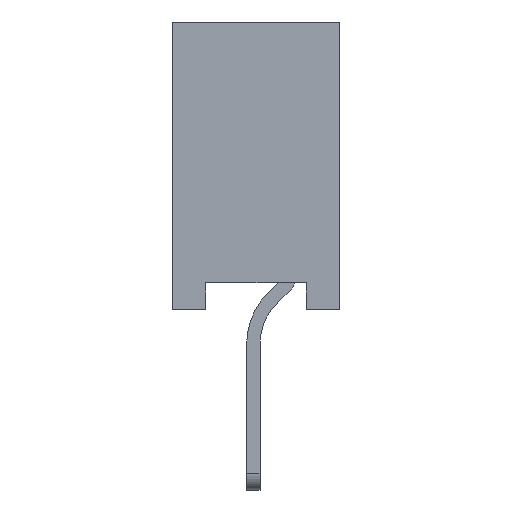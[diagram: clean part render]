
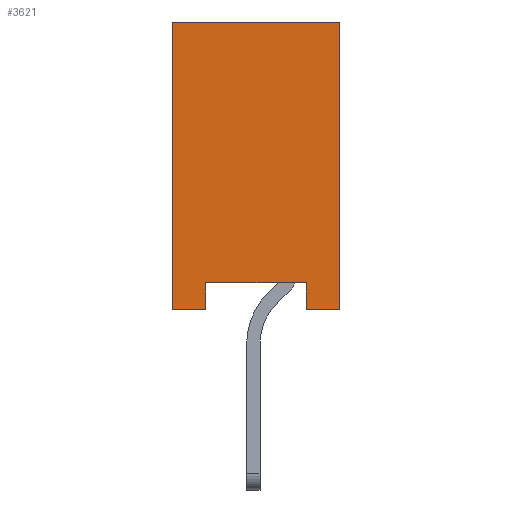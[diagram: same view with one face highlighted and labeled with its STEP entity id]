
A CAD part, left-side view. The second image highlights one B-rep face of the part: STEP entity #3621.
In plain terms, the highlighted planar face has unit normal (-1, 0, 0).
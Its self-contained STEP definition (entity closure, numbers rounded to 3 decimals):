
#169=ORIENTED_EDGE('',*,*,#1229,.F.);
#170=ORIENTED_EDGE('',*,*,#1230,.F.);
#171=ORIENTED_EDGE('',*,*,#1231,.F.);
#172=ORIENTED_EDGE('',*,*,#1228,.F.);
#173=ORIENTED_EDGE('',*,*,#1232,.F.);
#174=ORIENTED_EDGE('',*,*,#1233,.T.);
#175=ORIENTED_EDGE('',*,*,#1234,.T.);
#176=ORIENTED_EDGE('',*,*,#1235,.F.);
#1228=EDGE_CURVE('',#1758,#1756,#2094,.T.);
#1229=EDGE_CURVE('',#1759,#1760,#2095,.T.);
#1230=EDGE_CURVE('',#1761,#1759,#2096,.T.);
#1231=EDGE_CURVE('',#1756,#1761,#2097,.T.);
#1232=EDGE_CURVE('',#1762,#1758,#2098,.T.);
#1233=EDGE_CURVE('',#1762,#1763,#2099,.T.);
#1234=EDGE_CURVE('',#1763,#1764,#2100,.T.);
#1235=EDGE_CURVE('',#1760,#1764,#2101,.T.);
#1756=VERTEX_POINT('',#5104);
#1758=VERTEX_POINT('',#5108);
#1759=VERTEX_POINT('',#5112);
#1760=VERTEX_POINT('',#5113);
#1761=VERTEX_POINT('',#5115);
#1762=VERTEX_POINT('',#5118);
#1763=VERTEX_POINT('',#5120);
#1764=VERTEX_POINT('',#5122);
#2094=LINE('',#5109,#2558);
#2095=LINE('',#5111,#2559);
#2096=LINE('',#5114,#2560);
#2097=LINE('',#5116,#2561);
#2098=LINE('',#5117,#2562);
#2099=LINE('',#5119,#2563);
#2100=LINE('',#5121,#2564);
#2101=LINE('',#5123,#2565);
#2558=VECTOR('',#4115,1000.);
#2559=VECTOR('',#4118,1000.);
#2560=VECTOR('',#4119,1000.);
#2561=VECTOR('',#4120,1000.);
#2562=VECTOR('',#4121,1000.);
#2563=VECTOR('',#4122,1000.);
#2564=VECTOR('',#4123,1000.);
#2565=VECTOR('',#4124,1000.);
#3020=EDGE_LOOP('',(#169,#170,#171,#172,#173,#174,#175,#176));
#3238=FACE_BOUND('',#3020,.T.);
#3456=PLANE('',#3846);
#3621=ADVANCED_FACE('',(#3238),#3456,.F.);
#3846=AXIS2_PLACEMENT_3D('',#5110,#4116,#4117);
#4115=DIRECTION('',(0.,1.,0.));
#4116=DIRECTION('',(1.,0.,0.));
#4117=DIRECTION('',(0.,0.,-1.));
#4118=DIRECTION('',(0.,0.,-1.));
#4119=DIRECTION('',(0.,1.,0.));
#4120=DIRECTION('',(0.,0.,1.));
#4121=DIRECTION('',(0.,0.,-1.));
#4122=DIRECTION('',(0.,1.,0.));
#4123=DIRECTION('',(0.,0.,-1.));
#4124=DIRECTION('',(0.,1.,0.));
#5104=CARTESIAN_POINT('',(-10.25,-0.75,-2.15));
#5108=CARTESIAN_POINT('',(-10.25,-1.25,-2.15));
#5109=CARTESIAN_POINT('',(-10.25,-1.25,-2.15));
#5110=CARTESIAN_POINT('',(-10.25,-1.25,2.15));
#5111=CARTESIAN_POINT('',(-10.25,0.75,-1.75));
#5112=CARTESIAN_POINT('',(-10.25,0.75,-1.75));
#5113=CARTESIAN_POINT('',(-10.25,0.75,-2.15));
#5114=CARTESIAN_POINT('',(-10.25,-0.75,-1.75));
#5115=CARTESIAN_POINT('',(-10.25,-0.75,-1.75));
#5116=CARTESIAN_POINT('',(-10.25,-0.75,-2.15));
#5117=CARTESIAN_POINT('',(-10.25,-1.25,2.15));
#5118=CARTESIAN_POINT('',(-10.25,-1.25,2.15));
#5119=CARTESIAN_POINT('',(-10.25,-1.25,2.15));
#5120=CARTESIAN_POINT('',(-10.25,1.25,2.15));
#5121=CARTESIAN_POINT('',(-10.25,1.25,2.15));
#5122=CARTESIAN_POINT('',(-10.25,1.25,-2.15));
#5123=CARTESIAN_POINT('',(-10.25,-1.25,-2.15));
